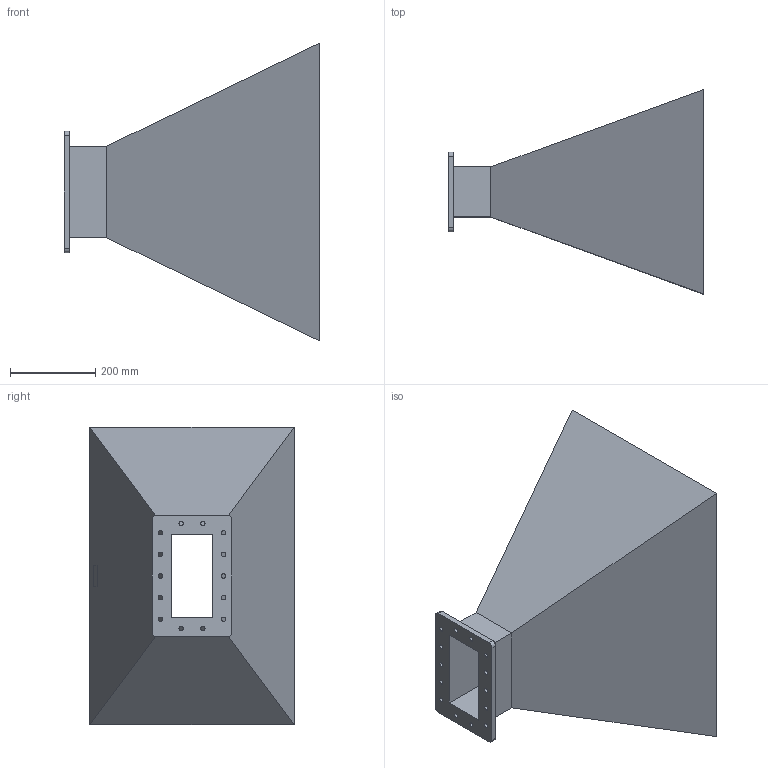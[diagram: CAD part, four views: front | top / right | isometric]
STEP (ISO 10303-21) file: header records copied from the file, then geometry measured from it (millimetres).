
FILE_DESCRIPTION (( 'STEP AP214' ), '1' );
FILE_NAME ('FMWAN770-15_3D.step', '2023-04-24T18:08:33', ( '' ), ( '' ), 'SwSTEP 2.0', 'SolidWorks 2022', '' );
FILE_SCHEMA (( 'AUTOMOTIVE_DESIGN' ));
Length unit declared in the file: inch
Products named in the file (1): FMWAN770-15_3D
Bounding box: 600 x 480 x 700 mm (x, y, z)
Volume: 8900968.3 mm3; surface area: 1809473.7 mm2
Topology: 1 solids, 1 shells, 60 faces, 164 edges, 108 vertices
Faces by surface type: cylinder 32, plane 28
Entity records: 2020 total; most frequent: DIRECTION 350, CARTESIAN_POINT 333, ORIENTED_EDGE 328, EDGE_CURVE 164, AXIS2_PLACEMENT_3D 125, VERTEX_POINT 108, LINE 100, VECTOR 100
